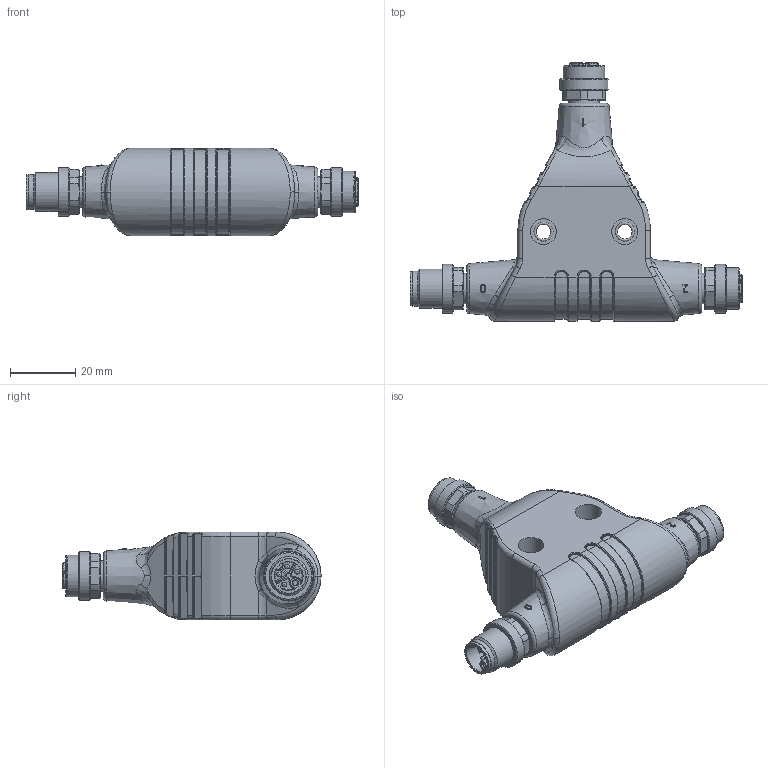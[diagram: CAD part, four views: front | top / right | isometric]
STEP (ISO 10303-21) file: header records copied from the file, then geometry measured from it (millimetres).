
FILE_DESCRIPTION(/* description */ (''),/* implementation_level */ '2;1');
FILE_NAME(/* name */ 'PK-TM12-S5-2K5_stp.stp',/* time_stamp */ '2018-09-03T16:04:43+02:00',/* author */ (''),/* organization */ (''),/* preprocessor_version */ 'ST-DEVELOPER v16',/* originating_system */ 'SIEMENS PLM Software NX 10.0',/* authorisation */ '');
FILE_SCHEMA (('AUTOMOTIVE_DESIGN { 1 0 10303 214 3 1 1 1 }'));
Length unit declared in the file: millimetre
Products named in the file (1): PK-TM12-S5-2K5_stp
Bounding box: 102.1 x 79.38 x 26.95 mm (x, y, z)
Volume: 61099.4 mm3; surface area: 14914.6 mm2
Topology: 1 solids, 1 shells, 846 faces, 2088 edges, 1271 vertices
Faces by surface type: plane 267, cylinder 214, bspline 149, torus 77, extrusion 66, cone 45, sphere 28
Full cylindrical faces by diameter (mm): 1.5 x6, 1.6 x9, 4.5 x2, 8 x4, 8.75 x2, 8.9 x1, 9.4 x3, 10.5 x1, 10.8 x1, 10.95 x2, 12 x1, 12.3 x2, 12.8 x2, 15 x3
Entity records: 34814 total; most frequent: CARTESIAN_POINT 16882, ORIENTED_EDGE 3868, DIRECTION 3226, EDGE_CURVE 1934, VERTEX_POINT 1219, AXIS2_PLACEMENT_3D 1199, EDGE_LOOP 979, ADVANCED_FACE 846
